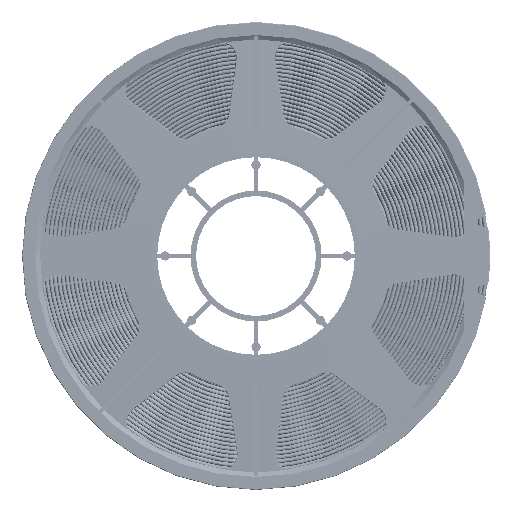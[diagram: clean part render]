
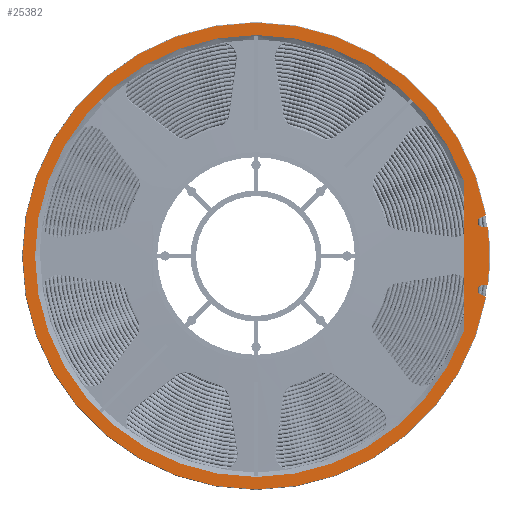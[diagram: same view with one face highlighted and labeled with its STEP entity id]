
A CAD part, front view. The second image highlights one B-rep face of the part: STEP entity #25382.
In plain terms, the highlighted planar face has unit normal (0, -1, 0).
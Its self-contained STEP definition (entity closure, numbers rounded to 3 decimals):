
#16754=CARTESIAN_POINT('',(-39.224,18.03,3.941));
#16755=VERTEX_POINT('',#16754);
#16764=CARTESIAN_POINT('',(60.539,18.03,87.444));
#16765=VERTEX_POINT('',#16764);
#16776=CARTESIAN_POINT('',(-39.224,18.03,105.287));
#16777=DIRECTION('',(0.,1.,-0.));
#16778=DIRECTION('',(1.,-0.,0.));
#16779=AXIS2_PLACEMENT_3D('',#16776,#16777,#16778);
#16780=CIRCLE('',#16779,101.346);
#16781=EDGE_CURVE('',#16765,#16755,#16780,.T.);
#18787=CARTESIAN_POINT('',(50.946,18.03,72.492));
#18788=VERTEX_POINT('',#18787);
#18795=CARTESIAN_POINT('',(50.946,18.03,138.081));
#18796=VERTEX_POINT('',#18795);
#18797=CARTESIAN_POINT('',(50.946,18.03,138.081));
#18798=DIRECTION('',(0.,0.,-1.));
#18799=VECTOR('',#18798,65.589);
#18800=LINE('',#18797,#18799);
#18801=EDGE_CURVE('',#18796,#18788,#18800,.T.);
#22207=CARTESIAN_POINT('',(-135.173,18.03,105.287));
#22208=VERTEX_POINT('',#22207);
#22215=CARTESIAN_POINT('',(-39.224,18.03,105.287));
#22216=DIRECTION('',(-0.,-1.,0.));
#22217=DIRECTION('',(1.,-0.,0.));
#22218=AXIS2_PLACEMENT_3D('',#22215,#22216,#22217);
#22219=CIRCLE('',#22218,95.949);
#22220=EDGE_CURVE('',#22208,#18788,#22219,.T.);
#25265=CARTESIAN_POINT('',(61.321,18.03,92.573));
#25266=VERTEX_POINT('',#25265);
#25285=CARTESIAN_POINT('',(61.321,18.03,118.));
#25286=VERTEX_POINT('',#25285);
#25297=CARTESIAN_POINT('',(-39.224,18.03,105.287));
#25298=DIRECTION('',(0.,1.,-0.));
#25299=DIRECTION('',(1.,-0.,0.));
#25300=AXIS2_PLACEMENT_3D('',#25297,#25298,#25299);
#25301=CIRCLE('',#25300,101.346);
#25302=EDGE_CURVE('',#25286,#25266,#25301,.T.);
#25307=CARTESIAN_POINT('',(-39.224,18.03,105.287));
#25308=DIRECTION('',(-0.,-1.,0.));
#25309=DIRECTION('',(0.999,-0.,0.044));
#25310=AXIS2_PLACEMENT_3D('',#25307,#25308,#25309);
#25311=PLANE('',#25310);
#25312=CARTESIAN_POINT('',(59.,18.03,92.573));
#25313=VERTEX_POINT('',#25312);
#25314=CARTESIAN_POINT('',(61.321,18.03,92.573));
#25315=DIRECTION('',(-1.,0.,0.));
#25316=VECTOR('',#25315,2.321);
#25317=LINE('',#25314,#25316);
#25318=EDGE_CURVE('',#25266,#25313,#25317,.T.);
#25319=ORIENTED_EDGE('',*,*,#25318,.F.);
#25320=ORIENTED_EDGE('',*,*,#25302,.F.);
#25321=CARTESIAN_POINT('',(59.,18.03,118.));
#25322=VERTEX_POINT('',#25321);
#25323=CARTESIAN_POINT('',(61.321,18.03,118.));
#25324=DIRECTION('',(-1.,0.,0.));
#25325=VECTOR('',#25324,2.321);
#25326=LINE('',#25323,#25325);
#25327=EDGE_CURVE('',#25286,#25322,#25326,.T.);
#25328=ORIENTED_EDGE('',*,*,#25327,.T.);
#25329=CARTESIAN_POINT('',(58.036,18.03,121.752));
#25330=VERTEX_POINT('',#25329);
#25331=CARTESIAN_POINT('',(59.,18.03,120.));
#25332=DIRECTION('',(-0.,-1.,0.));
#25333=DIRECTION('',(1.,-0.,0.));
#25334=AXIS2_PLACEMENT_3D('',#25331,#25332,#25333);
#25335=CIRCLE('',#25334,2.);
#25336=EDGE_CURVE('',#25330,#25322,#25335,.T.);
#25337=ORIENTED_EDGE('',*,*,#25336,.F.);
#25338=CARTESIAN_POINT('',(60.539,18.03,123.129));
#25339=VERTEX_POINT('',#25338);
#25340=CARTESIAN_POINT('',(60.539,18.03,123.129));
#25341=DIRECTION('',(-0.876,0.,-0.482));
#25342=VECTOR('',#25341,2.856);
#25343=LINE('',#25340,#25342);
#25344=EDGE_CURVE('',#25339,#25330,#25343,.T.);
#25345=ORIENTED_EDGE('',*,*,#25344,.F.);
#25346=CARTESIAN_POINT('',(-39.224,18.03,105.287));
#25347=DIRECTION('',(0.,1.,-0.));
#25348=DIRECTION('',(1.,-0.,0.));
#25349=AXIS2_PLACEMENT_3D('',#25346,#25347,#25348);
#25350=CIRCLE('',#25349,101.346);
#25351=EDGE_CURVE('',#16755,#25339,#25350,.T.);
#25352=ORIENTED_EDGE('',*,*,#25351,.F.);
#25353=ORIENTED_EDGE('',*,*,#16781,.F.);
#25354=CARTESIAN_POINT('',(58.036,18.03,88.821));
#25355=VERTEX_POINT('',#25354);
#25356=CARTESIAN_POINT('',(60.539,18.03,87.444));
#25357=DIRECTION('',(-0.876,0.,0.482));
#25358=VECTOR('',#25357,2.856);
#25359=LINE('',#25356,#25358);
#25360=EDGE_CURVE('',#16765,#25355,#25359,.T.);
#25361=ORIENTED_EDGE('',*,*,#25360,.T.);
#25362=CARTESIAN_POINT('',(59.,18.03,90.573));
#25363=DIRECTION('',(-0.,-1.,0.));
#25364=DIRECTION('',(1.,-0.,0.));
#25365=AXIS2_PLACEMENT_3D('',#25362,#25363,#25364);
#25366=CIRCLE('',#25365,2.);
#25367=EDGE_CURVE('',#25313,#25355,#25366,.T.);
#25368=ORIENTED_EDGE('',*,*,#25367,.F.);
#25369=EDGE_LOOP('',(#25319,#25320,#25328,#25337,#25345,#25352,#25353,#25361,#25368));
#25370=FACE_BOUND('',#25369,.T.);
#25371=ORIENTED_EDGE('',*,*,#18801,.T.);
#25372=ORIENTED_EDGE('',*,*,#22220,.F.);
#25373=CARTESIAN_POINT('',(-39.224,18.03,105.287));
#25374=DIRECTION('',(-0.,-1.,0.));
#25375=DIRECTION('',(1.,-0.,0.));
#25376=AXIS2_PLACEMENT_3D('',#25373,#25374,#25375);
#25377=CIRCLE('',#25376,95.949);
#25378=EDGE_CURVE('',#18796,#22208,#25377,.T.);
#25379=ORIENTED_EDGE('',*,*,#25378,.F.);
#25380=EDGE_LOOP('',(#25371,#25372,#25379));
#25381=FACE_BOUND('',#25380,.T.);
#25382=ADVANCED_FACE('',(#25370,#25381),#25311,.T.);
